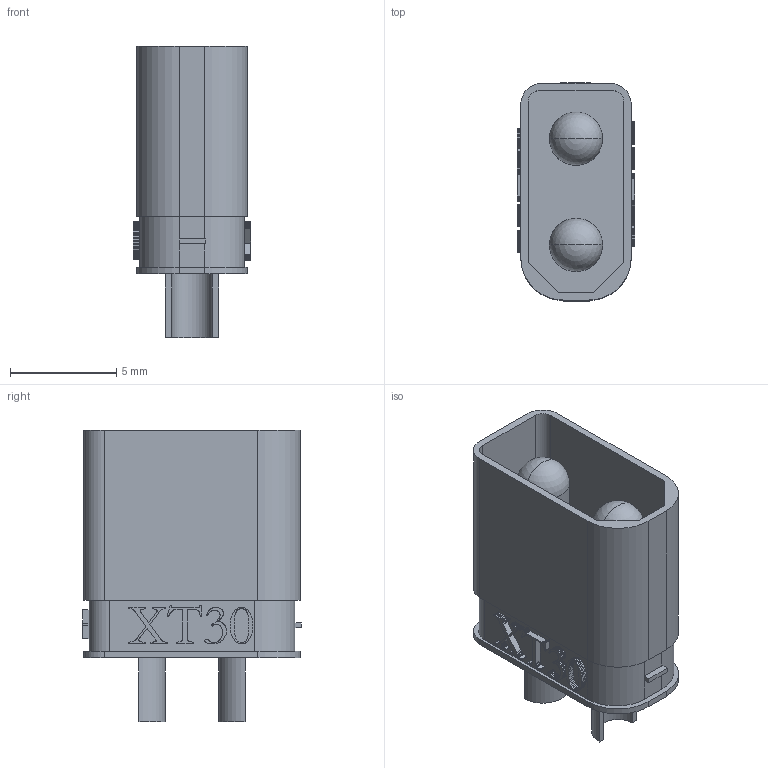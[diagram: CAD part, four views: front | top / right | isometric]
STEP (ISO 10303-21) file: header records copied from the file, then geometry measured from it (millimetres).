
FILE_DESCRIPTION(('CATIA V5 STEP Exchange'),'2;1');
FILE_NAME('XT30-male.stp','2019-02-20T06:20:53+00:00',('none'),('none'),'CATIA Version 5 Release 21 GA (IN-10)','CATIA V5 STEP AP203','none');
FILE_SCHEMA(('CONFIG_CONTROL_DESIGN'));
Products named in the file (1): XT30-male
Bounding box: 5.54 x 10.29 x 13.7 mm (x, y, z)
Volume: 292.1 mm3; surface area: 779.5 mm2
Topology: 1 solids, 1 shells, 1939 faces, 5757 edges, 3834 vertices
Faces by surface type: plane 1913, cylinder 22, sphere 4
Entity records: 63382 total; most frequent: ORIENTED_EDGE 11506, CARTESIAN_POINT 11496, DIRECTION 9569, EDGE_CURVE 5753, VECTOR 5705, LINE 5705, VERTEX_POINT 3834, AXIS2_PLACEMENT_3D 1957
